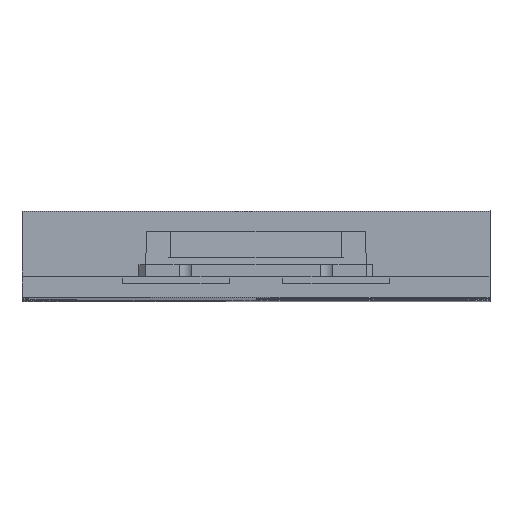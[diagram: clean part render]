
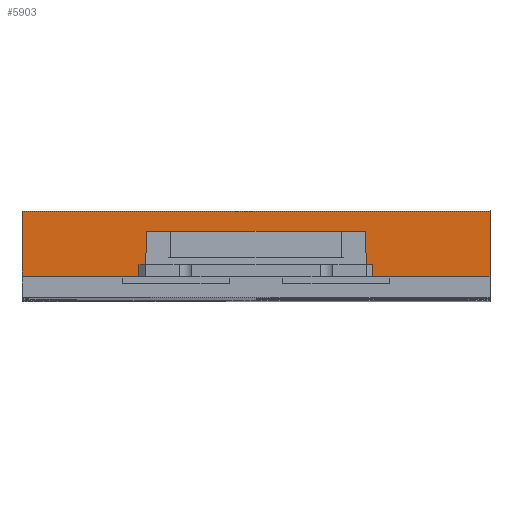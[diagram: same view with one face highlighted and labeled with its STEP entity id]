
A CAD part, top view. The second image highlights one B-rep face of the part: STEP entity #5903.
In plain terms, the highlighted planar face has unit normal (0, 0, 1).
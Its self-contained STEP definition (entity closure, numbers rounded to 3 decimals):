
#5593=DIRECTION('',(-1.,0.,0.));
#5594=VECTOR('',#5593,7.);
#5595=CARTESIAN_POINT('',(3.5,0.,11.3));
#5596=LINE('',#5595,#5594);
#5600=DIRECTION('',(0.,1.,0.));
#5601=VECTOR('',#5600,1.);
#5602=CARTESIAN_POINT('',(-3.5,0.,11.3));
#5603=LINE('',#5602,#5601);
#5607=DIRECTION('',(1.,0.,0.));
#5608=VECTOR('',#5607,7.);
#5609=CARTESIAN_POINT('',(-3.5,1.,11.3));
#5610=LINE('',#5609,#5608);
#5621=DIRECTION('',(0.,1.,0.));
#5622=VECTOR('',#5621,1.);
#5623=CARTESIAN_POINT('',(3.5,0.,11.3));
#5624=LINE('',#5623,#5622);
#5660=CARTESIAN_POINT('',(-3.5,0.,11.3));
#5661=VERTEX_POINT('',#5660);
#5662=CARTESIAN_POINT('',(3.5,0.,11.3));
#5663=VERTEX_POINT('',#5662);
#5684=CARTESIAN_POINT('',(-3.5,1.,11.3));
#5685=VERTEX_POINT('',#5684);
#5686=CARTESIAN_POINT('',(3.5,1.,11.3));
#5687=VERTEX_POINT('',#5686);
#5889=CARTESIAN_POINT('',(-3.5,0.,11.3));
#5890=DIRECTION('',(0.,0.,1.));
#5891=DIRECTION('',(1.,0.,0.));
#5892=AXIS2_PLACEMENT_3D('',#5889,#5890,#5891);
#5893=PLANE('',#5892);
#5895=ORIENTED_EDGE('',*,*,#5894,.T.);
#5896=ORIENTED_EDGE('',*,*,#5877,.T.);
#5898=ORIENTED_EDGE('',*,*,#5897,.T.);
#5900=ORIENTED_EDGE('',*,*,#5899,.F.);
#5901=EDGE_LOOP('',(#5895,#5896,#5898,#5900));
#5902=FACE_OUTER_BOUND('',#5901,.F.);
#5877=EDGE_CURVE('',#5661,#5685,#5603,.T.);
#5894=EDGE_CURVE('',#5663,#5661,#5596,.T.);
#5897=EDGE_CURVE('',#5685,#5687,#5610,.T.);
#5899=EDGE_CURVE('',#5663,#5687,#5624,.T.);
#5903=ADVANCED_FACE('',(#5902),#5893,.T.);
